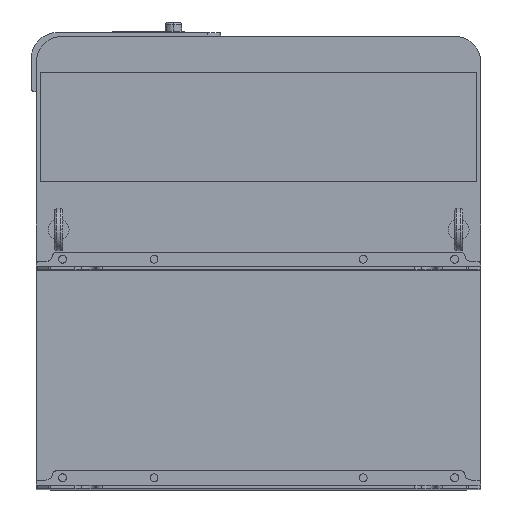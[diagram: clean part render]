
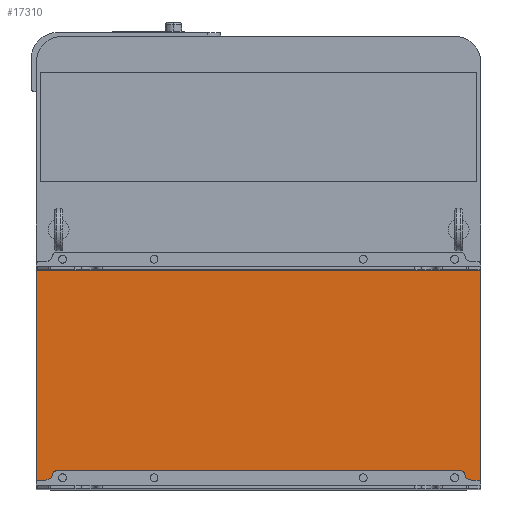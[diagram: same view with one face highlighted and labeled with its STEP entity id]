
A CAD part, top view. The second image highlights one B-rep face of the part: STEP entity #17310.
In plain terms, the highlighted planar face has unit normal (0, 0, 1).
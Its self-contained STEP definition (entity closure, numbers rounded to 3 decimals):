
#502 = AXIS2_PLACEMENT_3D ( 'NONE', #25912, #25836, #25780 ) ;
#1161 = VECTOR ( 'NONE', #37657, 1000. ) ;
#1437 = CIRCLE ( 'NONE', #13812, 5. ) ;
#1895 = ORIENTED_EDGE ( 'NONE', *, *, #15238, .T. ) ;
#3400 = DIRECTION ( 'NONE',  ( -1., 0., 0. ) ) ;
#3586 = DIRECTION ( 'NONE',  ( 0., 0., -1. ) ) ;
#3857 = CARTESIAN_POINT ( 'NONE',  ( 168., -140.5, 247. ) ) ;
#4311 = CARTESIAN_POINT ( 'NONE',  ( 154.763, -134.5, 247. ) ) ;
#4609 = CIRCLE ( 'NONE', #19824, 3. ) ;
#4934 = VECTOR ( 'NONE', #11065, 1000. ) ;
#5941 = FACE_OUTER_BOUND ( 'NONE', #20322, .T. ) ;
#6580 = CARTESIAN_POINT ( 'NONE',  ( -154.763, -131.5, 247. ) ) ;
#6673 = VECTOR ( 'NONE', #36074, 1000. ) ;
#7110 = CARTESIAN_POINT ( 'NONE',  ( 170., -145., 247. ) ) ;
#7194 = CARTESIAN_POINT ( 'NONE',  ( 170., 25.2, 247. ) ) ;
#7412 = DIRECTION ( 'NONE',  ( -1., 0., 0. ) ) ;
#7435 = VERTEX_POINT ( 'NONE', #16996 ) ;
#7741 = ORIENTED_EDGE ( 'NONE', *, *, #27608, .T. ) ;
#7927 = EDGE_CURVE ( 'NONE', #10693, #9656, #13572, .T. ) ;
#9271 = LINE ( 'NONE', #7110, #1161 ) ;
#9656 = VERTEX_POINT ( 'NONE', #19709 ) ;
#9774 = ORIENTED_EDGE ( 'NONE', *, *, #12650, .F. ) ;
#10000 = CARTESIAN_POINT ( 'NONE',  ( -162.7, -133.5, 247. ) ) ;
#10408 = CARTESIAN_POINT ( 'NONE',  ( -170., 25.2, 247. ) ) ;
#10676 = VECTOR ( 'NONE', #22580, 1000. ) ;
#10693 = VERTEX_POINT ( 'NONE', #22805 ) ;
#10995 = AXIS2_PLACEMENT_3D ( 'NONE', #3857, #3586, #3400 ) ;
#11065 = DIRECTION ( 'NONE',  ( 0., 1., 0. ) ) ;
#11204 = CARTESIAN_POINT ( 'NONE',  ( -170., -145., 247. ) ) ;
#11948 = VERTEX_POINT ( 'NONE', #25009 ) ;
#12315 = DIRECTION ( 'NONE',  ( -1., 0., 0. ) ) ;
#12321 = DIRECTION ( 'NONE',  ( 0., 0., -1. ) ) ;
#12404 = CARTESIAN_POINT ( 'NONE',  ( -168., -140.5, 247. ) ) ;
#12446 = ORIENTED_EDGE ( 'NONE', *, *, #7927, .T. ) ;
#12650 = EDGE_CURVE ( 'NONE', #34694, #29298, #29311, .T. ) ;
#12676 = AXIS2_PLACEMENT_3D ( 'NONE', #36265, #17989, #39308 ) ;
#13024 = CARTESIAN_POINT ( 'NONE',  ( 162.7, -138.5, 247. ) ) ;
#13420 = EDGE_CURVE ( 'NONE', #9656, #22719, #1437, .T. ) ;
#13572 = LINE ( 'NONE', #25538, #28843 ) ;
#13812 = AXIS2_PLACEMENT_3D ( 'NONE', #10000, #29470, #16238 ) ;
#13943 = EDGE_CURVE ( 'NONE', #14374, #11948, #18074, .T. ) ;
#14018 = EDGE_CURVE ( 'NONE', #32263, #14374, #29545, .T. ) ;
#14374 = VERTEX_POINT ( 'NONE', #13024 ) ;
#15238 = EDGE_CURVE ( 'NONE', #26922, #30636, #19745, .T. ) ;
#16238 = DIRECTION ( 'NONE',  ( -1., 0., 0. ) ) ;
#16597 = CIRCLE ( 'NONE', #10995, 2. ) ;
#16735 = ORIENTED_EDGE ( 'NONE', *, *, #18564, .T. ) ;
#16996 = CARTESIAN_POINT ( 'NONE',  ( 170., -140.5, 247. ) ) ;
#17310 = ADVANCED_FACE ( 'NONE', ( #5941 ), #39196, .T. ) ;
#17989 = DIRECTION ( 'NONE',  ( 0., 0., -1. ) ) ;
#18074 = LINE ( 'NONE', #28439, #34287 ) ;
#18564 = EDGE_CURVE ( 'NONE', #34694, #10693, #28725, .T. ) ;
#18883 = ORIENTED_EDGE ( 'NONE', *, *, #31087, .F. ) ;
#19709 = CARTESIAN_POINT ( 'NONE',  ( -162.7, -138.5, 247. ) ) ;
#19745 = LINE ( 'NONE', #23062, #10676 ) ;
#19824 = AXIS2_PLACEMENT_3D ( 'NONE', #4311, #25701, #7412 ) ;
#19957 = CARTESIAN_POINT ( 'NONE',  ( -170., -140.5, 247. ) ) ;
#20322 = EDGE_LOOP ( 'NONE', ( #27262, #7741, #34436, #18883, #9774, #16735, #12446, #32488, #29666, #1895, #29233, #29305 ) ) ;
#20934 = AXIS2_PLACEMENT_3D ( 'NONE', #12404, #12321, #12315 ) ;
#22580 = DIRECTION ( 'NONE',  ( 1., 0., 0. ) ) ;
#22719 = VERTEX_POINT ( 'NONE', #36893 ) ;
#22805 = CARTESIAN_POINT ( 'NONE',  ( -168., -138.5, 247. ) ) ;
#23062 = CARTESIAN_POINT ( 'NONE',  ( 170., -131.5, 247. ) ) ;
#25009 = CARTESIAN_POINT ( 'NONE',  ( 168., -138.5, 247. ) ) ;
#25416 = DIRECTION ( 'NONE',  ( 1., 0., 0. ) ) ;
#25538 = CARTESIAN_POINT ( 'NONE',  ( 170., -138.5, 247. ) ) ;
#25701 = DIRECTION ( 'NONE',  ( 0., 0., -1. ) ) ;
#25780 = DIRECTION ( 'NONE',  ( -1., 0., 0. ) ) ;
#25836 = DIRECTION ( 'NONE',  ( 0., 0., 1. ) ) ;
#25912 = CARTESIAN_POINT ( 'NONE',  ( 162.7, -133.5, 247. ) ) ;
#26855 = VERTEX_POINT ( 'NONE', #7194 ) ;
#26922 = VERTEX_POINT ( 'NONE', #6580 ) ;
#27262 = ORIENTED_EDGE ( 'NONE', *, *, #13943, .T. ) ;
#27608 = EDGE_CURVE ( 'NONE', #11948, #7435, #16597, .T. ) ;
#28439 = CARTESIAN_POINT ( 'NONE',  ( 170., -138.5, 247. ) ) ;
#28725 = CIRCLE ( 'NONE', #20934, 2. ) ;
#28843 = VECTOR ( 'NONE', #25416, 1000. ) ;
#29233 = ORIENTED_EDGE ( 'NONE', *, *, #33140, .T. ) ;
#29298 = VERTEX_POINT ( 'NONE', #10408 ) ;
#29305 = ORIENTED_EDGE ( 'NONE', *, *, #14018, .T. ) ;
#29311 = LINE ( 'NONE', #11204, #4934 ) ;
#29470 = DIRECTION ( 'NONE',  ( 0., 0., 1. ) ) ;
#29545 = CIRCLE ( 'NONE', #502, 5. ) ;
#29666 = ORIENTED_EDGE ( 'NONE', *, *, #30601, .T. ) ;
#29966 = CARTESIAN_POINT ( 'NONE',  ( 170., 25.2, 247. ) ) ;
#30466 = DIRECTION ( 'NONE',  ( 1., 0., 0. ) ) ;
#30601 = EDGE_CURVE ( 'NONE', #22719, #26922, #33479, .T. ) ;
#30636 = VERTEX_POINT ( 'NONE', #33174 ) ;
#31087 = EDGE_CURVE ( 'NONE', #29298, #26855, #39125, .T. ) ;
#32263 = VERTEX_POINT ( 'NONE', #36158 ) ;
#32488 = ORIENTED_EDGE ( 'NONE', *, *, #13420, .T. ) ;
#33140 = EDGE_CURVE ( 'NONE', #30636, #32263, #4609, .T. ) ;
#33174 = CARTESIAN_POINT ( 'NONE',  ( 154.763, -131.5, 247. ) ) ;
#33479 = CIRCLE ( 'NONE', #12676, 3. ) ;
#33627 = EDGE_CURVE ( 'NONE', #26855, #7435, #9271, .T. ) ;
#34287 = VECTOR ( 'NONE', #30466, 1000. ) ;
#34436 = ORIENTED_EDGE ( 'NONE', *, *, #33627, .F. ) ;
#34694 = VERTEX_POINT ( 'NONE', #19957 ) ;
#35930 = AXIS2_PLACEMENT_3D ( 'NONE', #39068, #38993, #38985 ) ;
#36074 = DIRECTION ( 'NONE',  ( 1., 0., 0. ) ) ;
#36158 = CARTESIAN_POINT ( 'NONE',  ( 157.739, -134.125, 247. ) ) ;
#36265 = CARTESIAN_POINT ( 'NONE',  ( -154.763, -134.5, 247. ) ) ;
#36893 = CARTESIAN_POINT ( 'NONE',  ( -157.739, -134.125, 247. ) ) ;
#37657 = DIRECTION ( 'NONE',  ( 0., -1., 0. ) ) ;
#38985 = DIRECTION ( 'NONE',  ( 1., 0., 0. ) ) ;
#38993 = DIRECTION ( 'NONE',  ( 0., 0., 1. ) ) ;
#39068 = CARTESIAN_POINT ( 'NONE',  ( 170., -145., 247. ) ) ;
#39125 = LINE ( 'NONE', #29966, #6673 ) ;
#39196 = PLANE ( 'NONE',  #35930 ) ;
#39308 = DIRECTION ( 'NONE',  ( -1., 0., 0. ) ) ;
